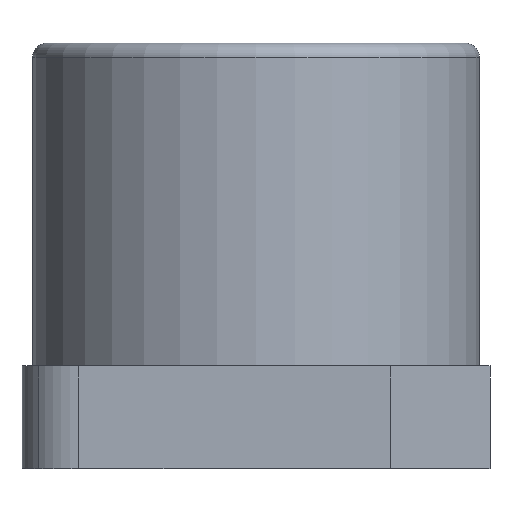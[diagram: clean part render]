
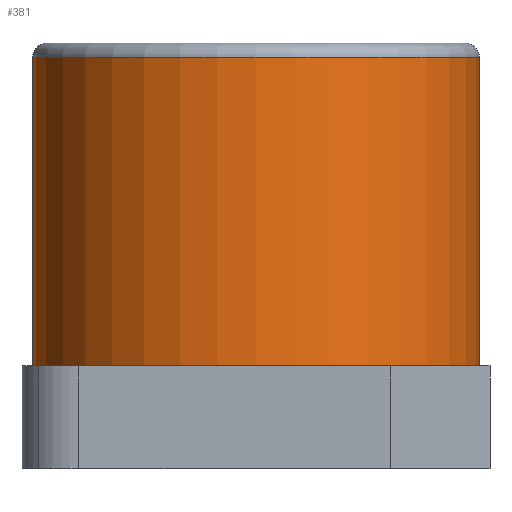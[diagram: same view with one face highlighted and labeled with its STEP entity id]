
A CAD part, front view. The second image highlights one B-rep face of the part: STEP entity #381.
In plain terms, the highlighted cylindrical face has radius 3.15 mm (diameter 6.3 mm), a partial arc.
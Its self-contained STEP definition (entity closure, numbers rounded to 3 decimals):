
#255=VERTEX_POINT('',#657);
#271=EDGE_CURVE('',#273,#385,#673,.T.);
#273=VERTEX_POINT('',#675);
#301=EDGE_CURVE('',#385,#555,#705,.T.);
#381=ADVANCED_FACE('',(#791),#792,.T.);
#385=VERTEX_POINT('',#796);
#387=EDGE_CURVE('',#255,#273,#798,.T.);
#433=EDGE_CURVE('',#555,#255,#850,.T.);
#555=VERTEX_POINT('',#987);
#657=CARTESIAN_POINT('',(6.784,3.3,1.45));
#673=LINE('',#1123,#1124);
#675=CARTESIAN_POINT('',(0.484,3.3,1.45));
#705=CIRCLE('',#1169,3.15);
#791=FACE_OUTER_BOUND('',#1285,.T.);
#792=CYLINDRICAL_SURFACE('',#1286,3.15);
#796=CARTESIAN_POINT('',(0.484,3.3,5.8));
#798=CIRCLE('',#1293,3.15);
#850=LINE('',#1364,#1365);
#987=CARTESIAN_POINT('',(6.784,3.3,5.8));
#1123=CARTESIAN_POINT('',(0.484,3.3,1.45));
#1124=VECTOR('',#1661,1.0);
#1169=AXIS2_PLACEMENT_3D('',#1692,#1693,#1694);
#1285=EDGE_LOOP('',(#1776,#1777,#1778,#1779));
#1286=AXIS2_PLACEMENT_3D('',#1780,#1781,#1782);
#1293=AXIS2_PLACEMENT_3D('',#1783,#1784,#1785);
#1364=CARTESIAN_POINT('',(6.784,3.3,1.45));
#1365=VECTOR('',#1846,1.0);
#1661=DIRECTION('',(-0.0,-0.0,1.0));
#1692=CARTESIAN_POINT('',(3.634,3.3,5.8));
#1693=DIRECTION('',(0.0,0.0,1.0));
#1694=DIRECTION('',(-1.0,0.0,0.0));
#1776=ORIENTED_EDGE('',*,*,#271,.F.);
#1777=ORIENTED_EDGE('',*,*,#387,.F.);
#1778=ORIENTED_EDGE('',*,*,#433,.F.);
#1779=ORIENTED_EDGE('',*,*,#301,.F.);
#1780=CARTESIAN_POINT('',(3.634,3.3,1.45));
#1781=DIRECTION('',(0.0,-0.0,1.0));
#1782=DIRECTION('',(-1.0,0.0,0.0));
#1783=CARTESIAN_POINT('',(3.634,3.3,1.45));
#1784=DIRECTION('',(0.0,0.0,-1.0));
#1785=DIRECTION('',(-1.0,0.0,0.0));
#1846=DIRECTION('',(-0.0,-0.0,-1.0));
